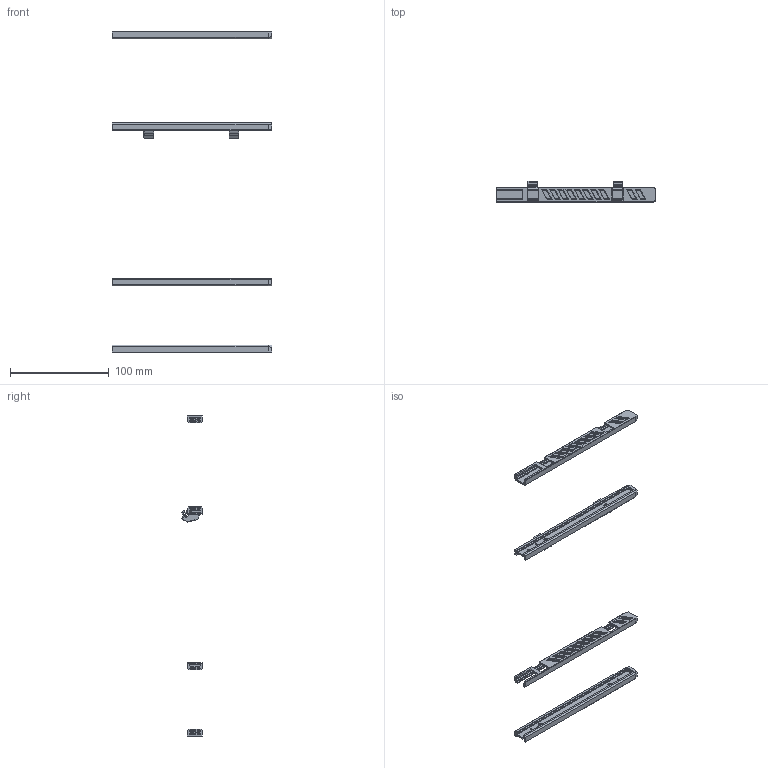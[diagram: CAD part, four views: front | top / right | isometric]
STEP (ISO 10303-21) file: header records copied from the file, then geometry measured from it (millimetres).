
FILE_DESCRIPTION(/* description */ (''),/* implementation_level */ '2;1');
FILE_NAME(/* name */ 'matchstick_diffuser.step',/* time_stamp */ '2023-02-03T19:26:12-05:00',/* author */ (''),/* organization */ (''),/* preprocessor_version */ 'ST-DEVELOPER v19.2',/* originating_system */ 'Autodesk Translation Framework v11.17.0.187',/* authorisation */ '');
FILE_SCHEMA (('AUTOMOTIVE_DESIGN { 1 0 10303 214 3 1 1 }'));
Length unit declared in the file: millimetre
Products named in the file (11): Matchstick Diffuser; Clips; Overclip; Rainbow; Rainbow_Matchstick PCB; Diffuser_B; Diffuser_A; Daylight; Daylight_Matchstick PCB; Diffuser_A (1); Diffuser_B (1)
Assembly tree (11 placements, depth 3):
  Matchstick Diffuser
    Clips
      Overclip  x2
    Rainbow
      Rainbow_Matchstick PCB
      Diffuser_B
      Diffuser_A
    Daylight
      Daylight_Matchstick PCB
      Diffuser_A (1)
      Diffuser_B (1)
Bounding box: 161 x 21.14 x 324.6 mm (x, y, z)
Volume: 38959.4 mm3; surface area: 49092.3 mm2
Topology: 9 solids, 9 shells, 774 faces, 2004 edges, 1232 vertices
Faces by surface type: plane 714, cylinder 54, cone 6
Full cylindrical faces by diameter (mm): 0.5 x32, 0.95 x3, 1 x5, 3.2 x4, 4.7 x2
Entity records: 22003 total; most frequent: CARTESIAN_POINT 3771, ORIENTED_EDGE 3744, DIRECTION 3462, EDGE_CURVE 1872, LINE 1768, VECTOR 1768, VERTEX_POINT 1150, EDGE_LOOP 896
